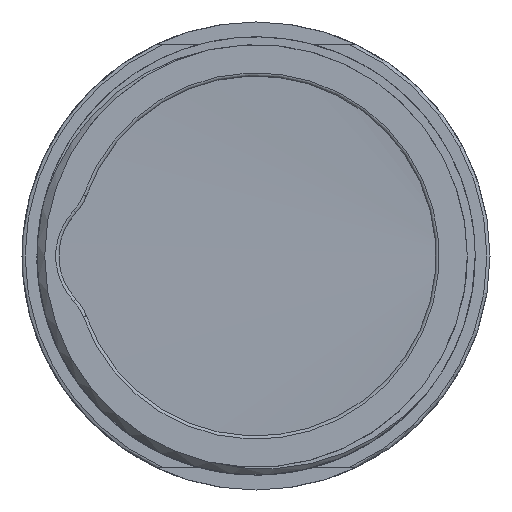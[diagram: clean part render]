
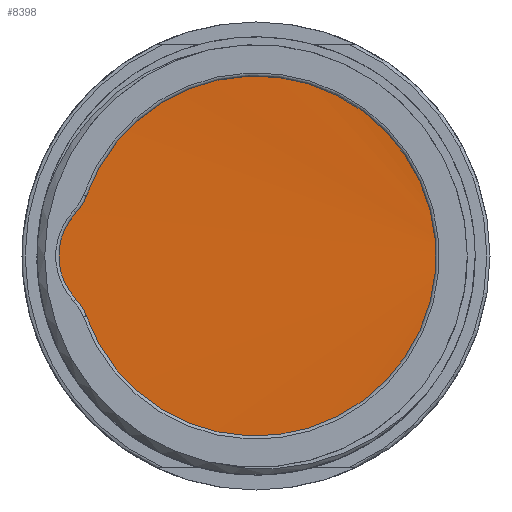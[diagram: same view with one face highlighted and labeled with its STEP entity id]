
A CAD part, left-side view. The second image highlights one B-rep face of the part: STEP entity #8398.
In plain terms, the highlighted cylindrical face has radius 13.5 mm (diameter 27 mm), a full revolution.
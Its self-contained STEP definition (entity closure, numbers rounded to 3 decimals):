
#607=CIRCLE('',#9017,13.5);
#996=FACE_OUTER_BOUND('',#1468,.T.);
#1468=EDGE_LOOP('',(#5632,#5633,#5634,#5635));
#1950=B_SPLINE_CURVE_WITH_KNOTS('',3,(#13172,#13173,#13174,#13175,#13176,
#13177,#13178,#13179,#13180,#13181,#13182,#13183,#13184),.UNSPECIFIED.,
 .F.,.F.,(4,1,1,1,1,1,1,1,1,1,4),(4.937,5.42,5.903,
6.386,6.869,7.352,7.835,8.318,
8.801,9.285,9.425),.UNSPECIFIED.);
#2178=LINE('',#11914,#2671);
#2184=LINE('',#12018,#2677);
#2671=VECTOR('',#9679,13.5);
#2677=VECTOR('',#9701,13.5);
#3164=VERTEX_POINT('',#11912);
#3165=VERTEX_POINT('',#11913);
#3173=VERTEX_POINT('',#12017);
#3229=VERTEX_POINT('',#12410);
#4020=EDGE_CURVE('',#3164,#3165,#2178,.T.);
#4034=EDGE_CURVE('',#3173,#3164,#2184,.T.);
#4226=EDGE_CURVE('',#3229,#3173,#607,.T.);
#4240=EDGE_CURVE('',#3229,#3165,#1950,.T.);
#5632=ORIENTED_EDGE('',*,*,#4020,.T.);
#5633=ORIENTED_EDGE('',*,*,#4240,.F.);
#5634=ORIENTED_EDGE('',*,*,#4226,.T.);
#5635=ORIENTED_EDGE('',*,*,#4034,.T.);
#7763=CYLINDRICAL_SURFACE('',#9035,13.5);
#8398=ADVANCED_FACE('',(#996),#7763,.T.);
#9017=AXIS2_PLACEMENT_3D('',#12778,#10139,#10140);
#9035=AXIS2_PLACEMENT_3D('',#13185,#10176,#10177);
#9679=DIRECTION('',(1.,0.,0.));
#9701=DIRECTION('',(1.,0.,0.));
#10139=DIRECTION('center_axis',(1.,0.,0.));
#10140=DIRECTION('ref_axis',(0.,-1.,0.));
#10176=DIRECTION('center_axis',(1.,0.,0.));
#10177=DIRECTION('ref_axis',(0.,1.,0.));
#11912=CARTESIAN_POINT('',(0.8,-13.5,0.));
#11913=CARTESIAN_POINT('',(2.,-13.5,0.));
#11914=CARTESIAN_POINT('',(-0.6,-13.5,0.));
#12017=CARTESIAN_POINT('',(0.,-13.5,0.));
#12018=CARTESIAN_POINT('',(-0.6,-13.5,0.));
#12410=CARTESIAN_POINT('',(0.,3.004,13.162));
#12778=CARTESIAN_POINT('Origin',(0.,0.,
0.));
#13172=CARTESIAN_POINT('Ctrl Pts',(0.,3.004,
13.162));
#13173=CARTESIAN_POINT('Ctrl Pts',(0.072,5.123,
12.678));
#13174=CARTESIAN_POINT('Ctrl Pts',(0.215,9.122,10.668));
#13175=CARTESIAN_POINT('Ctrl Pts',(0.431,13.034,5.209));
#13176=CARTESIAN_POINT('Ctrl Pts',(0.646,13.962,-1.441));
#13177=CARTESIAN_POINT('Ctrl Pts',(0.861,11.695,-7.762));
#13178=CARTESIAN_POINT('Ctrl Pts',(1.076,6.751,-12.306));
#13179=CARTESIAN_POINT('Ctrl Pts',(1.292,0.262,-14.034));
#13180=CARTESIAN_POINT('Ctrl Pts',(1.507,-6.287,-12.55));
#13181=CARTESIAN_POINT('Ctrl Pts',(1.722,-11.397,-8.194));
#13182=CARTESIAN_POINT('Ctrl Pts',(1.887,-13.307,-3.436));
#13183=CARTESIAN_POINT('Ctrl Pts',(1.979,-13.5,-0.631));
#13184=CARTESIAN_POINT('Ctrl Pts',(2.,-13.5,0.));
#13185=CARTESIAN_POINT('Origin',(-0.6,0.,0.));
